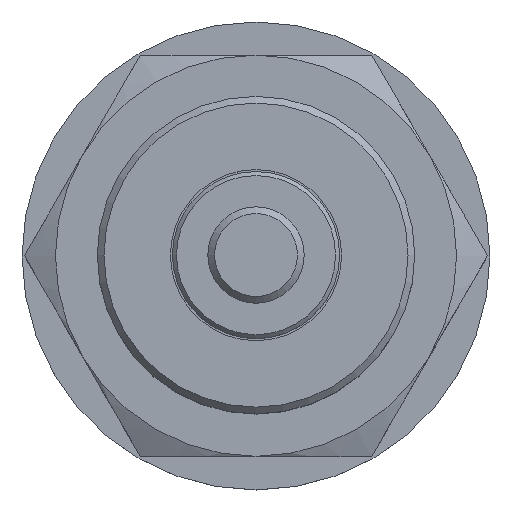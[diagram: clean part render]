
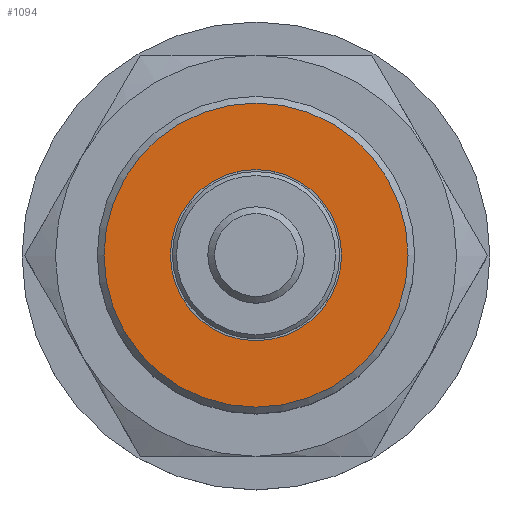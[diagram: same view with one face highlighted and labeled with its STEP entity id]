
A CAD part, top view. The second image highlights one B-rep face of the part: STEP entity #1094.
In plain terms, the highlighted planar face has unit normal (0, 0, 1).
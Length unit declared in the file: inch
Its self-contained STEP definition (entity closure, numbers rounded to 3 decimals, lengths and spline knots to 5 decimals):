
#144=PLANE('',#1220);
#199=FACE_BOUND('',#352,.T.);
#248=FACE_OUTER_BOUND('',#351,.T.);
#351=EDGE_LOOP('',(#799));
#352=EDGE_LOOP('',(#800));
#443=CIRCLE('',#1216,0.32);
#446=CIRCLE('',#1221,0.5685);
#523=VERTEX_POINT('',#1787);
#526=VERTEX_POINT('',#1795);
#626=EDGE_CURVE('',#523,#523,#443,.T.);
#629=EDGE_CURVE('',#526,#526,#446,.T.);
#799=ORIENTED_EDGE('',*,*,#629,.F.);
#800=ORIENTED_EDGE('',*,*,#626,.T.);
#1094=ADVANCED_FACE('',(#248,#199),#144,.T.);
#1216=AXIS2_PLACEMENT_3D('',#1788,#1430,#1431);
#1220=AXIS2_PLACEMENT_3D('',#1794,#1438,#1439);
#1221=AXIS2_PLACEMENT_3D('',#1796,#1440,#1441);
#1430=DIRECTION('center_axis',(0.,0.,-1.));
#1431=DIRECTION('ref_axis',(1.,0.,0.));
#1438=DIRECTION('center_axis',(0.,0.,1.));
#1439=DIRECTION('ref_axis',(-1.,0.,0.));
#1440=DIRECTION('center_axis',(0.,0.,-1.));
#1441=DIRECTION('ref_axis',(-1.,0.,0.));
#1787=CARTESIAN_POINT('',(-0.32,0.,2.687));
#1788=CARTESIAN_POINT('Origin',(0.,0.,2.687));
#1794=CARTESIAN_POINT('Origin',(0.,0.,2.687));
#1795=CARTESIAN_POINT('',(0.5685,0.,2.687));
#1796=CARTESIAN_POINT('Origin',(0.,0.,2.687));
